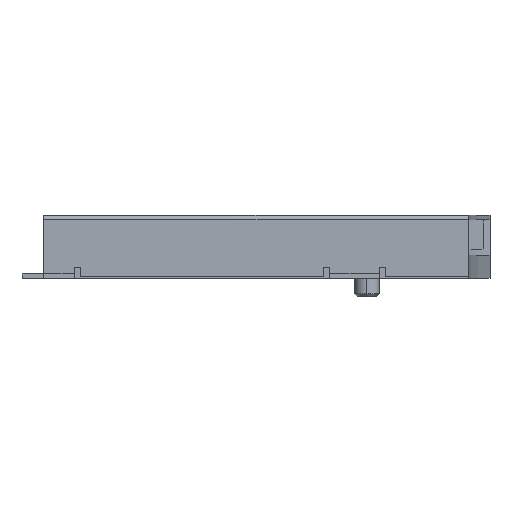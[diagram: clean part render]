
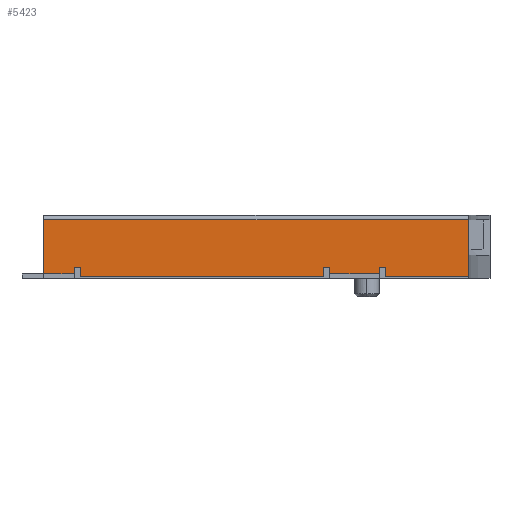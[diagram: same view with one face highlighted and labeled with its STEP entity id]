
A CAD part, left-side view. The second image highlights one B-rep face of the part: STEP entity #5423.
In plain terms, the highlighted free-form (B-spline) face has degree [1, 1] with [2, 2] control points.
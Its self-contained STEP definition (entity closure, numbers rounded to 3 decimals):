
#5423 = ADVANCED_FACE('',(#5424),#5538,.F.);
#5424 = FACE_BOUND('',#5425,.T.);
#5425 = EDGE_LOOP('',(#5426,#5435,#5442,#5449,#5456,#5463,#5470,#5477,
    #5484,#5491,#5498,#5505,#5512,#5519,#5526,#5533));
#5426 = ORIENTED_EDGE('',*,*,#5427,.T.);
#5427 = EDGE_CURVE('',#5428,#5430,#5432,.T.);
#5428 = VERTEX_POINT('',#5429);
#5429 = CARTESIAN_POINT('',(-7.375,-4.2,0.657));
#5430 = VERTEX_POINT('',#5431);
#5431 = CARTESIAN_POINT('',(-7.375,-6.9,0.657));
#5432 = B_SPLINE_CURVE_WITH_KNOTS('',1,(#5433,#5434),.UNSPECIFIED.,.F.,
  .F.,(2,2),(25.985,28.685),.PIECEWISE_BEZIER_KNOTS.);
#5433 = CARTESIAN_POINT('',(-7.375,-4.2,0.657));
#5434 = CARTESIAN_POINT('',(-7.375,-6.9,0.657));
#5435 = ORIENTED_EDGE('',*,*,#5436,.T.);
#5436 = EDGE_CURVE('',#5430,#5437,#5439,.T.);
#5437 = VERTEX_POINT('',#5438);
#5438 = CARTESIAN_POINT('',(-7.375,-6.9,2.507));
#5439 = B_SPLINE_CURVE_WITH_KNOTS('',1,(#5440,#5441),.UNSPECIFIED.,.F.,
  .F.,(2,2),(0.05,1.9),.PIECEWISE_BEZIER_KNOTS.);
#5440 = CARTESIAN_POINT('',(-7.375,-6.9,0.657));
#5441 = CARTESIAN_POINT('',(-7.375,-6.9,2.507));
#5442 = ORIENTED_EDGE('',*,*,#5443,.T.);
#5443 = EDGE_CURVE('',#5437,#5444,#5446,.T.);
#5444 = VERTEX_POINT('',#5445);
#5445 = CARTESIAN_POINT('',(-7.375,6.9,2.507));
#5446 = B_SPLINE_CURVE_WITH_KNOTS('',1,(#5447,#5448),.UNSPECIFIED.,.F.,
  .F.,(2,2),(-28.685,-14.885),.PIECEWISE_BEZIER_KNOTS.);
#5447 = CARTESIAN_POINT('',(-7.375,-6.9,2.507));
#5448 = CARTESIAN_POINT('',(-7.375,6.9,2.507));
#5449 = ORIENTED_EDGE('',*,*,#5450,.T.);
#5450 = EDGE_CURVE('',#5444,#5451,#5453,.T.);
#5451 = VERTEX_POINT('',#5452);
#5452 = CARTESIAN_POINT('',(-7.375,6.9,0.757));
#5453 = B_SPLINE_CURVE_WITH_KNOTS('',1,(#5454,#5455),.UNSPECIFIED.,.F.,
  .F.,(2,2),(-1.85,-0.1),.PIECEWISE_BEZIER_KNOTS.);
#5454 = CARTESIAN_POINT('',(-7.375,6.9,2.507));
#5455 = CARTESIAN_POINT('',(-7.375,6.9,0.757));
#5456 = ORIENTED_EDGE('',*,*,#5457,.F.);
#5457 = EDGE_CURVE('',#5458,#5451,#5460,.T.);
#5458 = VERTEX_POINT('',#5459);
#5459 = CARTESIAN_POINT('',(-7.375,5.9,0.757));
#5460 = B_SPLINE_CURVE_WITH_KNOTS('',1,(#5461,#5462),.UNSPECIFIED.,.F.,
  .F.,(2,2),(-15.885,-14.885),.PIECEWISE_BEZIER_KNOTS.);
#5461 = CARTESIAN_POINT('',(-7.375,5.9,0.757));
#5462 = CARTESIAN_POINT('',(-7.375,6.9,0.757));
#5463 = ORIENTED_EDGE('',*,*,#5464,.F.);
#5464 = EDGE_CURVE('',#5465,#5458,#5467,.T.);
#5465 = VERTEX_POINT('',#5466);
#5466 = CARTESIAN_POINT('',(-7.375,5.9,0.957));
#5467 = B_SPLINE_CURVE_WITH_KNOTS('',1,(#5468,#5469),.UNSPECIFIED.,.F.,
  .F.,(2,2),(-0.3,-0.1),.PIECEWISE_BEZIER_KNOTS.);
#5468 = CARTESIAN_POINT('',(-7.375,5.9,0.957));
#5469 = CARTESIAN_POINT('',(-7.375,5.9,0.757));
#5470 = ORIENTED_EDGE('',*,*,#5471,.F.);
#5471 = EDGE_CURVE('',#5472,#5465,#5474,.T.);
#5472 = VERTEX_POINT('',#5473);
#5473 = CARTESIAN_POINT('',(-7.375,5.7,0.957));
#5474 = B_SPLINE_CURVE_WITH_KNOTS('',1,(#5475,#5476),.UNSPECIFIED.,.F.,
  .F.,(2,2),(-0.2,0.),.PIECEWISE_BEZIER_KNOTS.);
#5475 = CARTESIAN_POINT('',(-7.375,5.7,0.957));
#5476 = CARTESIAN_POINT('',(-7.375,5.9,0.957));
#5477 = ORIENTED_EDGE('',*,*,#5478,.F.);
#5478 = EDGE_CURVE('',#5479,#5472,#5481,.T.);
#5479 = VERTEX_POINT('',#5480);
#5480 = CARTESIAN_POINT('',(-7.375,5.7,0.657));
#5481 = B_SPLINE_CURVE_WITH_KNOTS('',1,(#5482,#5483),.UNSPECIFIED.,.F.,
  .F.,(2,2),(0.,0.3),.PIECEWISE_BEZIER_KNOTS.);
#5482 = CARTESIAN_POINT('',(-7.375,5.7,0.657));
#5483 = CARTESIAN_POINT('',(-7.375,5.7,0.957));
#5484 = ORIENTED_EDGE('',*,*,#5485,.T.);
#5485 = EDGE_CURVE('',#5479,#5486,#5488,.T.);
#5486 = VERTEX_POINT('',#5487);
#5487 = CARTESIAN_POINT('',(-7.375,-2.2,0.657));
#5488 = B_SPLINE_CURVE_WITH_KNOTS('',1,(#5489,#5490),.UNSPECIFIED.,.F.,
  .F.,(2,2),(16.085,23.985),.PIECEWISE_BEZIER_KNOTS.);
#5489 = CARTESIAN_POINT('',(-7.375,5.7,0.657));
#5490 = CARTESIAN_POINT('',(-7.375,-2.2,0.657));
#5491 = ORIENTED_EDGE('',*,*,#5492,.F.);
#5492 = EDGE_CURVE('',#5493,#5486,#5495,.T.);
#5493 = VERTEX_POINT('',#5494);
#5494 = CARTESIAN_POINT('',(-7.375,-2.2,0.957));
#5495 = B_SPLINE_CURVE_WITH_KNOTS('',1,(#5496,#5497),.UNSPECIFIED.,.F.,
  .F.,(2,2),(-0.35,-0.05),.PIECEWISE_BEZIER_KNOTS.);
#5496 = CARTESIAN_POINT('',(-7.375,-2.2,0.957));
#5497 = CARTESIAN_POINT('',(-7.375,-2.2,0.657));
#5498 = ORIENTED_EDGE('',*,*,#5499,.F.);
#5499 = EDGE_CURVE('',#5500,#5493,#5502,.T.);
#5500 = VERTEX_POINT('',#5501);
#5501 = CARTESIAN_POINT('',(-7.375,-2.4,0.957));
#5502 = B_SPLINE_CURVE_WITH_KNOTS('',1,(#5503,#5504),.UNSPECIFIED.,.F.,
  .F.,(2,2),(0.,0.2),.PIECEWISE_BEZIER_KNOTS.);
#5503 = CARTESIAN_POINT('',(-7.375,-2.4,0.957));
#5504 = CARTESIAN_POINT('',(-7.375,-2.2,0.957));
#5505 = ORIENTED_EDGE('',*,*,#5506,.F.);
#5506 = EDGE_CURVE('',#5507,#5500,#5509,.T.);
#5507 = VERTEX_POINT('',#5508);
#5508 = CARTESIAN_POINT('',(-7.375,-2.4,0.757));
#5509 = B_SPLINE_CURVE_WITH_KNOTS('',1,(#5510,#5511),.UNSPECIFIED.,.F.,
  .F.,(2,2),(0.15,0.35),.PIECEWISE_BEZIER_KNOTS.);
#5510 = CARTESIAN_POINT('',(-7.375,-2.4,0.757));
#5511 = CARTESIAN_POINT('',(-7.375,-2.4,0.957));
#5512 = ORIENTED_EDGE('',*,*,#5513,.F.);
#5513 = EDGE_CURVE('',#5514,#5507,#5516,.T.);
#5514 = VERTEX_POINT('',#5515);
#5515 = CARTESIAN_POINT('',(-7.375,-4.,0.757));
#5516 = B_SPLINE_CURVE_WITH_KNOTS('',1,(#5517,#5518),.UNSPECIFIED.,.F.,
  .F.,(2,2),(-25.785,-24.185),.PIECEWISE_BEZIER_KNOTS.);
#5517 = CARTESIAN_POINT('',(-7.375,-4.,0.757));
#5518 = CARTESIAN_POINT('',(-7.375,-2.4,0.757));
#5519 = ORIENTED_EDGE('',*,*,#5520,.F.);
#5520 = EDGE_CURVE('',#5521,#5514,#5523,.T.);
#5521 = VERTEX_POINT('',#5522);
#5522 = CARTESIAN_POINT('',(-7.375,-4.,0.957));
#5523 = B_SPLINE_CURVE_WITH_KNOTS('',1,(#5524,#5525),.UNSPECIFIED.,.F.,
  .F.,(2,2),(-0.35,-0.15),.PIECEWISE_BEZIER_KNOTS.);
#5524 = CARTESIAN_POINT('',(-7.375,-4.,0.957));
#5525 = CARTESIAN_POINT('',(-7.375,-4.,0.757));
#5526 = ORIENTED_EDGE('',*,*,#5527,.F.);
#5527 = EDGE_CURVE('',#5528,#5521,#5530,.T.);
#5528 = VERTEX_POINT('',#5529);
#5529 = CARTESIAN_POINT('',(-7.375,-4.2,0.957));
#5530 = B_SPLINE_CURVE_WITH_KNOTS('',1,(#5531,#5532),.UNSPECIFIED.,.F.,
  .F.,(2,2),(-0.2,0.),.PIECEWISE_BEZIER_KNOTS.);
#5531 = CARTESIAN_POINT('',(-7.375,-4.2,0.957));
#5532 = CARTESIAN_POINT('',(-7.375,-4.,0.957));
#5533 = ORIENTED_EDGE('',*,*,#5534,.F.);
#5534 = EDGE_CURVE('',#5428,#5528,#5535,.T.);
#5535 = B_SPLINE_CURVE_WITH_KNOTS('',1,(#5536,#5537),.UNSPECIFIED.,.F.,
  .F.,(2,2),(0.05,0.35),.PIECEWISE_BEZIER_KNOTS.);
#5536 = CARTESIAN_POINT('',(-7.375,-4.2,0.657));
#5537 = CARTESIAN_POINT('',(-7.375,-4.2,0.957));
#5538 = B_SPLINE_SURFACE_WITH_KNOTS('',1,1,(
    (#5539,#5540)
    ,(#5541,#5542
    )),.UNSPECIFIED.,.F.,.F.,.F.,(2,2),(2,2),(-1.85,0.),(-28.685,
    -14.885),.PIECEWISE_BEZIER_KNOTS.);
#5539 = CARTESIAN_POINT('',(-7.375,-6.9,2.507));
#5540 = CARTESIAN_POINT('',(-7.375,6.9,2.507));
#5541 = CARTESIAN_POINT('',(-7.375,-6.9,0.657));
#5542 = CARTESIAN_POINT('',(-7.375,6.9,0.657));
